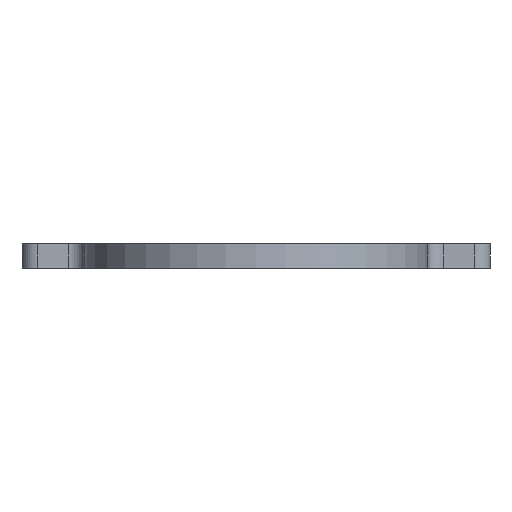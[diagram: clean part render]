
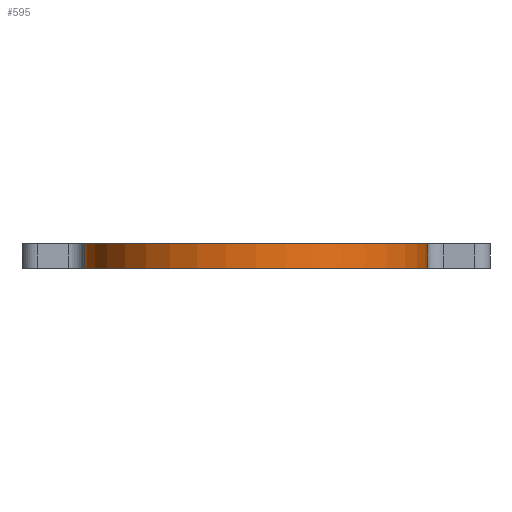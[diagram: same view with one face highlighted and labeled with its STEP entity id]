
A CAD part, front view. The second image highlights one B-rep face of the part: STEP entity #595.
In plain terms, the highlighted cylindrical face has radius 22 mm (diameter 44 mm), a partial arc.
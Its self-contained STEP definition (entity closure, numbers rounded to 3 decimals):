
#46 = AXIS2_PLACEMENT_3D ( 'NONE', #212, #204, #1303 ) ;
#91 = CARTESIAN_POINT ( 'NONE',  ( -334.5, 70., 87.825 ) ) ;
#138 = VERTEX_POINT ( 'NONE', #1146 ) ;
#140 = CARTESIAN_POINT ( 'NONE',  ( -312.5, 70., 91. ) ) ;
#193 = CYLINDRICAL_SURFACE ( 'NONE', #46, 22. ) ;
#204 = DIRECTION ( 'NONE',  ( 0., 0., 1. ) ) ;
#212 = CARTESIAN_POINT ( 'NONE',  ( -312.5, 70., 87.825 ) ) ;
#247 = VECTOR ( 'NONE', #779, 1000. ) ;
#259 = VERTEX_POINT ( 'NONE', #355 ) ;
#270 = CARTESIAN_POINT ( 'NONE',  ( -334.5, 70., 91. ) ) ;
#294 = ORIENTED_EDGE ( 'NONE', *, *, #898, .F. ) ;
#299 = EDGE_CURVE ( 'NONE', #1563, #138, #889, .T. ) ;
#343 = VERTEX_POINT ( 'NONE', #270 ) ;
#355 = CARTESIAN_POINT ( 'NONE',  ( -334.5, 70., 87.825 ) ) ;
#477 = DIRECTION ( 'NONE',  ( 0., 0., 1. ) ) ;
#595 = ADVANCED_FACE ( 'NONE', ( #1276 ), #193, .T. ) ;
#599 = DIRECTION ( 'NONE',  ( 0., 0., 1. ) ) ;
#687 = EDGE_LOOP ( 'NONE', ( #294, #885, #833, #1679 ) ) ;
#779 = DIRECTION ( 'NONE',  ( 0., 0., 1. ) ) ;
#833 = ORIENTED_EDGE ( 'NONE', *, *, #980, .T. ) ;
#885 = ORIENTED_EDGE ( 'NONE', *, *, #1220, .F. ) ;
#889 = LINE ( 'NONE', #1141, #917 ) ;
#898 = EDGE_CURVE ( 'NONE', #343, #138, #1527, .T. ) ;
#917 = VECTOR ( 'NONE', #477, 1000. ) ;
#980 = EDGE_CURVE ( 'NONE', #259, #1563, #999, .T. ) ;
#999 = CIRCLE ( 'NONE', #1244, 22. ) ;
#1078 = DIRECTION ( 'NONE',  ( 0., 0., 1. ) ) ;
#1106 = DIRECTION ( 'NONE',  ( 1., 0., 0. ) ) ;
#1141 = CARTESIAN_POINT ( 'NONE',  ( -290.5, 70., 87.825 ) ) ;
#1146 = CARTESIAN_POINT ( 'NONE',  ( -290.5, 70., 91. ) ) ;
#1213 = CARTESIAN_POINT ( 'NONE',  ( -290.5, 70., 87.825 ) ) ;
#1220 = EDGE_CURVE ( 'NONE', #259, #343, #1310, .T. ) ;
#1244 = AXIS2_PLACEMENT_3D ( 'NONE', #1273, #599, #1413 ) ;
#1273 = CARTESIAN_POINT ( 'NONE',  ( -312.5, 70., 87.825 ) ) ;
#1276 = FACE_OUTER_BOUND ( 'NONE', #687, .T. ) ;
#1303 = DIRECTION ( 'NONE',  ( 1., 0., 0. ) ) ;
#1310 = LINE ( 'NONE', #91, #247 ) ;
#1384 = AXIS2_PLACEMENT_3D ( 'NONE', #140, #1078, #1106 ) ;
#1413 = DIRECTION ( 'NONE',  ( 1., 0., 0. ) ) ;
#1527 = CIRCLE ( 'NONE', #1384, 22. ) ;
#1563 = VERTEX_POINT ( 'NONE', #1213 ) ;
#1679 = ORIENTED_EDGE ( 'NONE', *, *, #299, .T. ) ;
